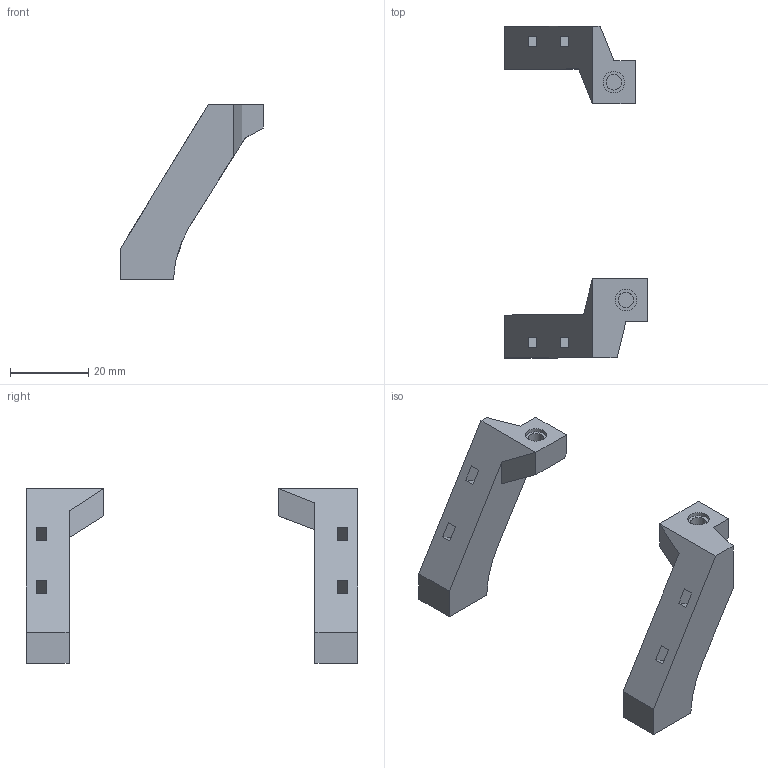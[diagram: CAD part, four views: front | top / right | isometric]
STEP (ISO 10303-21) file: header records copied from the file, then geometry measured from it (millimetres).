
FILE_DESCRIPTION(/* description */ ('STEP AP242','CAx-IF Rec.Pracs.---Representation and Presentation of Product Manufacturing Information (PMI)---4.0---2014-10-13','CAx-IF Rec.Pracs.---3D Tessellated Geometry---0.4---2014-09-14','2;1'),/* implementation_level */ '2;1');
FILE_NAME(/* name */ '68b296c667273c4446554b94',/* time_stamp */ '2025-08-30T06:14:31Z',/* author */ (''),/* organization */ (''),/* preprocessor_version */ 'ST-DEVELOPER v20',/* originating_system */ 'ONSHAPE BY PTC INC, 1.203',/* authorisation */ ' ');
FILE_SCHEMA (('AP242_MANAGED_MODEL_BASED_3D_ENGINEERING_MIM_LF { 1 0 10303 442 1 1 4 }'));
Length unit declared in the file: metre
Products named in the file (2): Part 1; Part 2
Bounding box: 36.6 x 85 x 44.8 mm (x, y, z)
Volume: 14287.5 mm3; surface area: 6757.7 mm2
Topology: 2 solids, 2 shells, 61 faces, 154 edges, 102 vertices
Faces by surface type: plane 51, cylinder 10
Full cylindrical faces by diameter (mm): 4 x4, 5.5 x4
Entity records: 1840 total; most frequent: CARTESIAN_POINT 311, DIRECTION 296, ORIENTED_EDGE 292, EDGE_CURVE 146, LINE 122, VECTOR 122, VERTEX_POINT 102, AXIS2_PLACEMENT_3D 87
